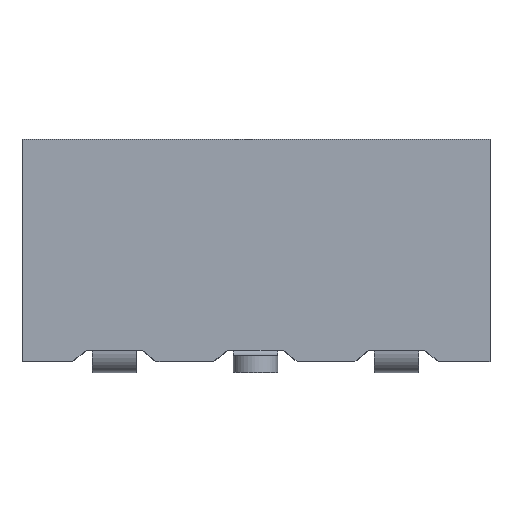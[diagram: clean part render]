
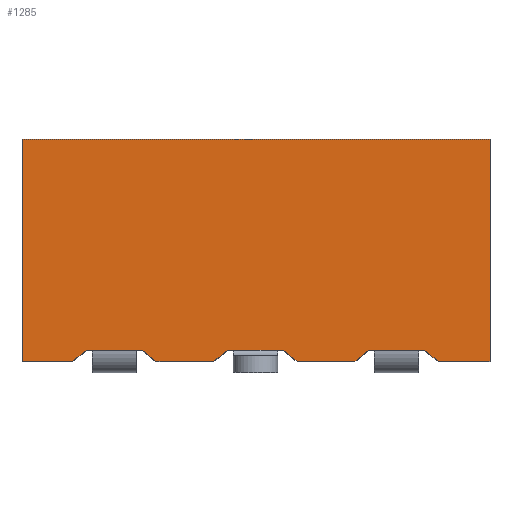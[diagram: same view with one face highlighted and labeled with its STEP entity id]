
A CAD part, top view. The second image highlights one B-rep face of the part: STEP entity #1285.
In plain terms, the highlighted planar face has unit normal (0, 0, 1).
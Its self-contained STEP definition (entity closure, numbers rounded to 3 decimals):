
#38=DIRECTION('',(1.,0.,0.));
#39=VECTOR('',#38,0.455);
#40=CARTESIAN_POINT('',(-2.105,0.,0.9));
#41=LINE('',#40,#39);
#66=DIRECTION('',(1.,0.,0.));
#67=VECTOR('',#66,0.52);
#68=CARTESIAN_POINT('',(-0.9,0.,0.9));
#69=LINE('',#68,#67);
#80=DIRECTION('',(1.,0.,0.));
#81=VECTOR('',#80,0.465);
#82=CARTESIAN_POINT('',(1.64,0.,0.9));
#83=LINE('',#82,#81);
#122=DIRECTION('',(1.,0.,0.));
#123=VECTOR('',#122,0.52);
#124=CARTESIAN_POINT('',(0.37,0.,0.9));
#125=LINE('',#124,#123);
#248=DIRECTION('',(0.781,-0.625,0.));
#249=VECTOR('',#248,0.16);
#250=CARTESIAN_POINT('',(1.515,0.1,0.9));
#251=LINE('',#250,#249);
#255=DIRECTION('',(1.,0.,0.));
#256=VECTOR('',#255,0.5);
#257=CARTESIAN_POINT('',(1.015,0.1,0.9));
#258=LINE('',#257,#256);
#262=DIRECTION('',(0.781,0.625,0.));
#263=VECTOR('',#262,0.16);
#264=CARTESIAN_POINT('',(0.89,0.,0.9));
#265=LINE('',#264,#263);
#269=DIRECTION('',(0.781,-0.625,0.));
#270=VECTOR('',#269,0.16);
#271=CARTESIAN_POINT('',(0.245,0.1,0.9));
#272=LINE('',#271,#270);
#276=DIRECTION('',(1.,0.,0.));
#277=VECTOR('',#276,0.5);
#278=CARTESIAN_POINT('',(-0.255,0.1,0.9));
#279=LINE('',#278,#277);
#283=DIRECTION('',(0.781,0.625,0.));
#284=VECTOR('',#283,0.16);
#285=CARTESIAN_POINT('',(-0.38,0.,0.9));
#286=LINE('',#285,#284);
#290=DIRECTION('',(0.781,-0.625,0.));
#291=VECTOR('',#290,0.16);
#292=CARTESIAN_POINT('',(-1.025,0.1,0.9));
#293=LINE('',#292,#291);
#297=DIRECTION('',(1.,0.,0.));
#298=VECTOR('',#297,0.5);
#299=CARTESIAN_POINT('',(-1.525,0.1,0.9));
#300=LINE('',#299,#298);
#304=DIRECTION('',(0.781,0.625,0.));
#305=VECTOR('',#304,0.16);
#306=CARTESIAN_POINT('',(-1.65,0.,0.9));
#307=LINE('',#306,#305);
#311=DIRECTION('',(0.,1.,0.));
#312=VECTOR('',#311,2.);
#313=CARTESIAN_POINT('',(-2.105,0.,0.9));
#314=LINE('',#313,#312);
#437=DIRECTION('',(1.,0.,0.));
#438=VECTOR('',#437,4.21);
#439=CARTESIAN_POINT('',(-2.105,2.,0.9));
#440=LINE('',#439,#438);
#605=DIRECTION('',(0.,1.,0.));
#606=VECTOR('',#605,2.);
#607=CARTESIAN_POINT('',(2.105,0.,0.9));
#608=LINE('',#607,#606);
#900=CARTESIAN_POINT('',(-2.105,0.,0.9));
#902=VERTEX_POINT('',#900);
#903=CARTESIAN_POINT('',(2.105,0.,0.9));
#905=VERTEX_POINT('',#903);
#911=CARTESIAN_POINT('',(-2.105,2.,0.9));
#912=VERTEX_POINT('',#911);
#913=CARTESIAN_POINT('',(2.105,2.,0.9));
#914=VERTEX_POINT('',#913);
#931=CARTESIAN_POINT('',(-0.9,0.,0.9));
#933=VERTEX_POINT('',#931);
#935=CARTESIAN_POINT('',(-1.65,0.,0.9));
#937=VERTEX_POINT('',#935);
#943=CARTESIAN_POINT('',(-1.025,0.1,0.9));
#944=VERTEX_POINT('',#943);
#945=CARTESIAN_POINT('',(-1.525,0.1,0.9));
#946=VERTEX_POINT('',#945);
#1027=CARTESIAN_POINT('',(0.37,0.,0.9));
#1029=VERTEX_POINT('',#1027);
#1031=CARTESIAN_POINT('',(-0.38,0.,0.9));
#1033=VERTEX_POINT('',#1031);
#1039=CARTESIAN_POINT('',(0.245,0.1,0.9));
#1040=VERTEX_POINT('',#1039);
#1041=CARTESIAN_POINT('',(-0.255,0.1,0.9));
#1042=VERTEX_POINT('',#1041);
#1043=CARTESIAN_POINT('',(1.64,0.,0.9));
#1045=VERTEX_POINT('',#1043);
#1047=CARTESIAN_POINT('',(0.89,0.,0.9));
#1049=VERTEX_POINT('',#1047);
#1055=CARTESIAN_POINT('',(1.515,0.1,0.9));
#1056=VERTEX_POINT('',#1055);
#1057=CARTESIAN_POINT('',(1.015,0.1,0.9));
#1058=VERTEX_POINT('',#1057);
#1252=CARTESIAN_POINT('',(-2.105,0.,0.9));
#1253=DIRECTION('',(0.,0.,1.));
#1254=DIRECTION('',(1.,0.,0.));
#1255=AXIS2_PLACEMENT_3D('',#1252,#1253,#1254);
#1256=PLANE('',#1255);
#1258=ORIENTED_EDGE('',*,*,#1257,.F.);
#1260=ORIENTED_EDGE('',*,*,#1259,.F.);
#1262=ORIENTED_EDGE('',*,*,#1261,.F.);
#1263=ORIENTED_EDGE('',*,*,#1118,.F.);
#1265=ORIENTED_EDGE('',*,*,#1264,.F.);
#1267=ORIENTED_EDGE('',*,*,#1266,.F.);
#1269=ORIENTED_EDGE('',*,*,#1268,.F.);
#1270=ORIENTED_EDGE('',*,*,#1086,.F.);
#1272=ORIENTED_EDGE('',*,*,#1271,.F.);
#1273=ORIENTED_EDGE('',*,*,#1230,.F.);
#1274=ORIENTED_EDGE('',*,*,#1135,.F.);
#1275=ORIENTED_EDGE('',*,*,#1070,.F.);
#1277=ORIENTED_EDGE('',*,*,#1276,.T.);
#1279=ORIENTED_EDGE('',*,*,#1278,.T.);
#1281=ORIENTED_EDGE('',*,*,#1280,.F.);
#1282=ORIENTED_EDGE('',*,*,#1098,.F.);
#1283=EDGE_LOOP('',(#1258,#1260,#1262,#1263,#1265,#1267,#1269,#1270,#1272,#1273,
#1274,#1275,#1277,#1279,#1281,#1282));
#1284=FACE_OUTER_BOUND('',#1283,.F.);
#1285=ADVANCED_FACE('',(#1284),#1256,.T.);
#1070=EDGE_CURVE('',#902,#937,#41,.T.);
#1086=EDGE_CURVE('',#933,#1033,#69,.T.);
#1098=EDGE_CURVE('',#1045,#905,#83,.T.);
#1118=EDGE_CURVE('',#1029,#1049,#125,.T.);
#1135=EDGE_CURVE('',#937,#946,#307,.T.);
#1230=EDGE_CURVE('',#946,#944,#300,.T.);
#1257=EDGE_CURVE('',#1056,#1045,#251,.T.);
#1259=EDGE_CURVE('',#1058,#1056,#258,.T.);
#1261=EDGE_CURVE('',#1049,#1058,#265,.T.);
#1264=EDGE_CURVE('',#1040,#1029,#272,.T.);
#1266=EDGE_CURVE('',#1042,#1040,#279,.T.);
#1268=EDGE_CURVE('',#1033,#1042,#286,.T.);
#1271=EDGE_CURVE('',#944,#933,#293,.T.);
#1276=EDGE_CURVE('',#902,#912,#314,.T.);
#1278=EDGE_CURVE('',#912,#914,#440,.T.);
#1280=EDGE_CURVE('',#905,#914,#608,.T.);
